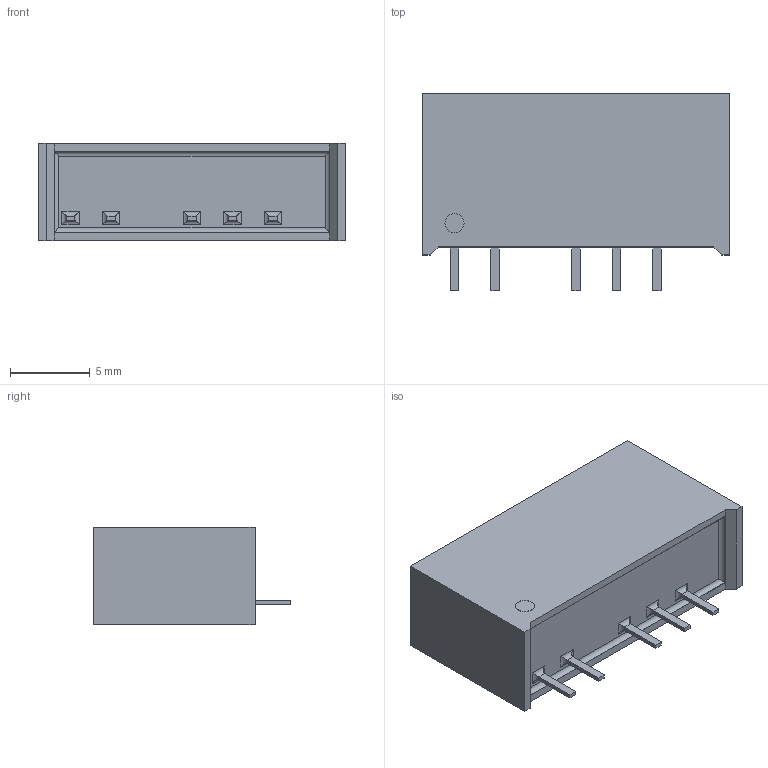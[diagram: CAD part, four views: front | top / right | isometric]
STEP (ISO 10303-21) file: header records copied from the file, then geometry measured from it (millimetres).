
FILE_DESCRIPTION (( 'STEP AP214' ), '1' );
FILE_NAME ('User Library-SIP-5(7)_A6.STEP', '2019-03-14T12:29:48', ( '' ), ( '' ), 'SwSTEP 2.0', 'SolidWorks 2019', '' );
FILE_SCHEMA (( 'AUTOMOTIVE_DESIGN' ));
Length unit declared in the file: millimetre
Products named in the file (1): User Library-SIP-5(7)_A6
Bounding box: 19.3 x 12.41 x 6.09 mm (x, y, z)
Volume: 1116.5 mm3; surface area: 766.2 mm2
Topology: 1 solids, 1 shells, 68 faces, 152 edges, 92 vertices
Faces by surface type: plane 42, cylinder 26
Entity records: 2158 total; most frequent: CARTESIAN_POINT 385, ORIENTED_EDGE 304, DIRECTION 270, EDGE_CURVE 152, LINE 124, VECTOR 124, VERTEX_POINT 92, EDGE_LOOP 74
